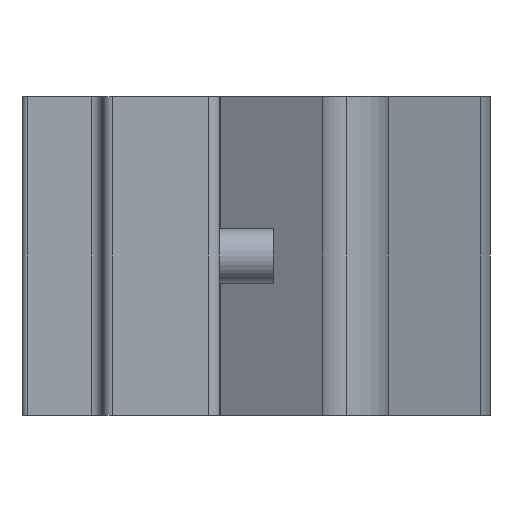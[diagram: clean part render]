
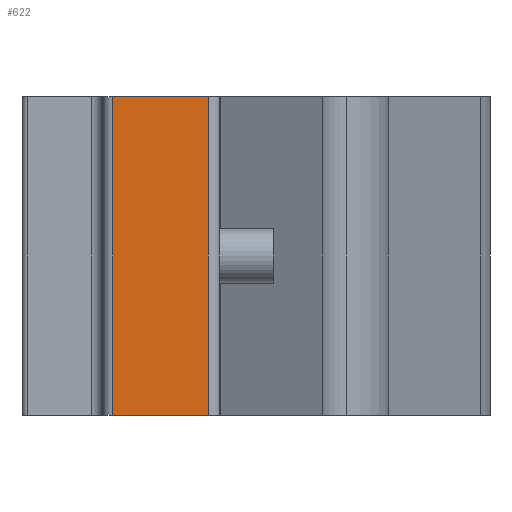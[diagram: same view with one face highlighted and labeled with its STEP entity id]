
A CAD part, left-side view. The second image highlights one B-rep face of the part: STEP entity #622.
In plain terms, the highlighted planar face has unit normal (-1, 0, 0).
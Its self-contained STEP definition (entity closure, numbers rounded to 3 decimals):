
#30=PLANE('',#703);
#61=FACE_OUTER_BOUND('',#96,.T.);
#96=EDGE_LOOP('',(#531,#532,#533,#534));
#102=LINE('',#910,#156);
#107=LINE('',#924,#161);
#119=LINE('',#981,#173);
#152=LINE('',#1076,#206);
#156=VECTOR('',#716,10.);
#161=VECTOR('',#729,10.);
#173=VECTOR('',#777,10.);
#206=VECTOR('',#888,10.);
#247=VERTEX_POINT('',#907);
#248=VERTEX_POINT('',#909);
#253=VERTEX_POINT('',#923);
#279=VERTEX_POINT('',#977);
#307=EDGE_CURVE('',#247,#248,#102,.T.);
#314=EDGE_CURVE('',#248,#253,#107,.T.);
#343=EDGE_CURVE('',#253,#279,#119,.T.);
#390=EDGE_CURVE('',#279,#247,#152,.T.);
#531=ORIENTED_EDGE('',*,*,#307,.F.);
#532=ORIENTED_EDGE('',*,*,#390,.F.);
#533=ORIENTED_EDGE('',*,*,#343,.F.);
#534=ORIENTED_EDGE('',*,*,#314,.F.);
#622=ADVANCED_FACE('',(#61),#30,.T.);
#703=AXIS2_PLACEMENT_3D('',#1075,#886,#887);
#716=DIRECTION('',(0.,0.,-1.));
#729=DIRECTION('',(0.,1.,0.));
#777=DIRECTION('',(0.,0.,1.));
#886=DIRECTION('center_axis',(-1.,0.,0.));
#887=DIRECTION('ref_axis',(0.,-1.,0.));
#888=DIRECTION('',(0.,-1.,0.));
#907=CARTESIAN_POINT('',(-42.93,2.623,7.35));
#909=CARTESIAN_POINT('',(-42.93,2.623,-7.35));
#910=CARTESIAN_POINT('',(-42.93,2.623,0.));
#923=CARTESIAN_POINT('',(-42.93,7.023,-7.35));
#924=CARTESIAN_POINT('',(-42.93,2.123,-7.35));
#977=CARTESIAN_POINT('',(-42.93,7.023,7.35));
#981=CARTESIAN_POINT('',(-42.93,7.023,0.));
#1075=CARTESIAN_POINT('Origin',(-42.93,7.523,0.));
#1076=CARTESIAN_POINT('',(-42.93,2.123,7.35));
